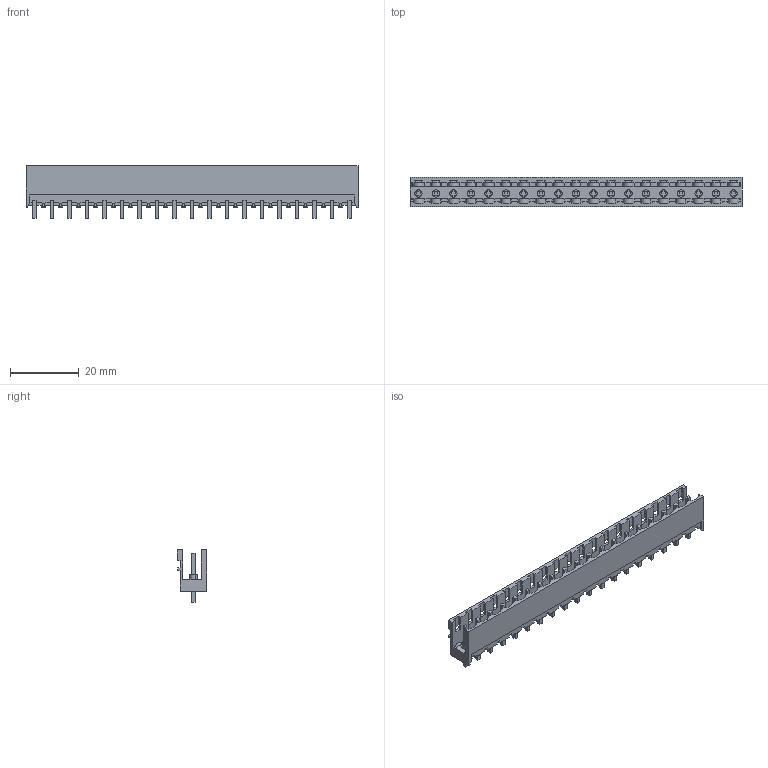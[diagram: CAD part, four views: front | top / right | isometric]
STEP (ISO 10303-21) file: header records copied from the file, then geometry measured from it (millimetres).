
FILE_DESCRIPTION(('CATIA V5 STEP Exchange','CAx-IF Rec.Pracs.--- Model Styling and Organization---1.2---2011-12-15'),'2;1');
FILE_NAME ('D1457011_0', '2018-03-31T11:55:16+00:00', ('none'), ('Weidmueller'), 'CATIA Version 5-6 Release 2014', 'CATIA V5 STEP AP214', 'none');
FILE_SCHEMA(('AUTOMOTIVE_DESIGN { 1 0 10303 214 1 1 1 1 }'));
Length unit declared in the file: millimetre
Products named in the file (1): 1838150000
Bounding box: 96.32 x 8.43 x 15.2 mm (x, y, z)
Volume: 3304.6 mm3; surface area: 8116.1 mm2
Topology: 20 solids, 20 shells, 1099 faces, 3511 edges, 2414 vertices
Faces by surface type: plane 897, cylinder 183, extrusion 19
Entity records: 40431 total; most frequent: CARTESIAN_POINT 8759, ORIENTED_EDGE 7022, DIRECTION 5362, EDGE_CURVE 3511, VECTOR 2831, LINE 2812, VERTEX_POINT 2414, AXIS2_PLACEMENT_3D 1451
